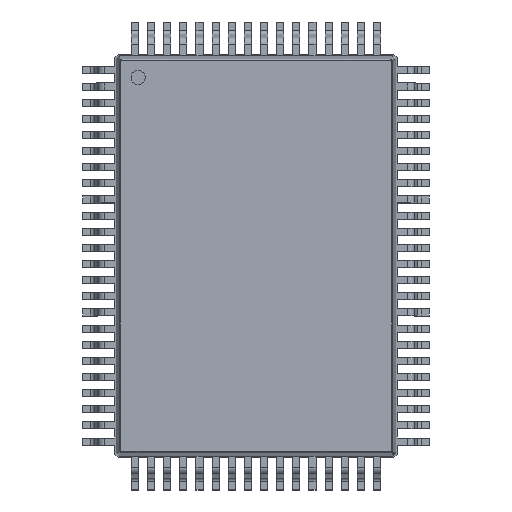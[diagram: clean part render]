
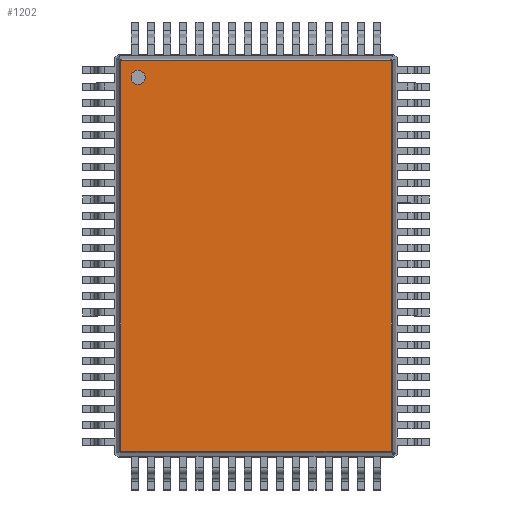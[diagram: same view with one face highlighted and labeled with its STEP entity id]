
A CAD part, top view. The second image highlights one B-rep face of the part: STEP entity #1202.
In plain terms, the highlighted planar face has unit normal (0, 0, 1).
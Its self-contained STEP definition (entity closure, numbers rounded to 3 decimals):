
#13=DIRECTION('',(0.,0.,1.));
#43=CARTESIAN_POINT('',(-6.698,9.746,2.8));
#209=VERTEX_POINT('',#210);
#210=CARTESIAN_POINT('',(-6.68,9.702,2.8));
#227=EDGE_CURVE('',#209,#228,#230,.T.);
#228=VERTEX_POINT('',#229);
#229=CARTESIAN_POINT('',(6.68,9.702,2.8));
#230=B_SPLINE_CURVE_WITH_KNOTS('',2,(#231,#232,#233,#234,#235),.UNSPECIFIED.,.F.,.F.,(3,1,1,3),(-0.699,-0.043,13.439,14.095),.UNSPECIFIED.);
#231=CARTESIAN_POINT('',(-7.397,9.702,2.8));
#232=CARTESIAN_POINT('',(-7.069,9.702,2.8));
#233=CARTESIAN_POINT('',(0.,9.702,2.8));
#234=CARTESIAN_POINT('',(7.069,9.702,2.8));
#235=CARTESIAN_POINT('',(7.397,9.702,2.8));
#882=DIRECTION('',(0.,-1.,0.));
#1133=EDGE_CURVE('',#228,#1134,#1136,.T.);
#1134=VERTEX_POINT('',#1135);
#1135=CARTESIAN_POINT('',(6.702,9.68,2.8));
#1136=B_SPLINE_CURVE_WITH_KNOTS('',2,(#1137,#1138,#1139,#1140,#1141),.UNSPECIFIED.,.F.,.F.,(3,1,1,3),(-0.346,-0.043,0.111,0.414),.UNSPECIFIED.);
#1137=CARTESIAN_POINT('',(6.423,9.96,2.8));
#1138=CARTESIAN_POINT('',(6.53,9.853,2.8));
#1139=CARTESIAN_POINT('',(6.691,9.691,2.8));
#1140=CARTESIAN_POINT('',(6.853,9.53,2.8));
#1141=CARTESIAN_POINT('',(6.96,9.423,2.8));
#1170=VERTEX_POINT('',#1171);
#1171=CARTESIAN_POINT('',(-6.702,9.68,2.8));
#1188=EDGE_CURVE('',#1170,#209,#1189,.T.);
#1189=B_SPLINE_CURVE_WITH_KNOTS('',2,(#1190,#1191,#1192,#1193,#1194),.UNSPECIFIED.,.F.,.F.,(3,1,1,3),(-0.346,-0.043,0.111,0.414),.UNSPECIFIED.);
#1190=CARTESIAN_POINT('',(-6.96,9.423,2.8));
#1191=CARTESIAN_POINT('',(-6.853,9.53,2.8));
#1192=CARTESIAN_POINT('',(-6.691,9.691,2.8));
#1193=CARTESIAN_POINT('',(-6.53,9.853,2.8));
#1194=CARTESIAN_POINT('',(-6.423,9.96,2.8));
#1202=ADVANCED_FACE('',(#1203,#1256),#1266,.T.);
#1203=FACE_BOUND('',#1204,.T.);
#1204=EDGE_LOOP('',(#1205,#1206,#1207,#1217,#1227,#1237,#1247,#1255));
#1205=ORIENTED_EDGE('',*,*,#227,.F.);
#1206=ORIENTED_EDGE('',*,*,#1188,.F.);
#1207=ORIENTED_EDGE('',*,*,#1208,.F.);
#1208=EDGE_CURVE('',#1209,#1170,#1211,.T.);
#1209=VERTEX_POINT('',#1210);
#1210=CARTESIAN_POINT('',(-6.702,-9.68,2.8));
#1211=B_SPLINE_CURVE_WITH_KNOTS('',2,(#1212,#1213,#1214,#1215,#1216),.UNSPECIFIED.,.F.,.F.,(3,1,1,3),(-0.993,-0.043,19.439,20.389),.UNSPECIFIED.);
#1212=CARTESIAN_POINT('',(-6.702,-10.691,2.8));
#1213=CARTESIAN_POINT('',(-6.702,-10.216,2.8));
#1214=CARTESIAN_POINT('',(-6.702,0.,2.8));
#1215=CARTESIAN_POINT('',(-6.702,10.216,2.8));
#1216=CARTESIAN_POINT('',(-6.702,10.691,2.8));
#1217=ORIENTED_EDGE('',*,*,#1218,.F.);
#1218=EDGE_CURVE('',#1219,#1209,#1221,.T.);
#1219=VERTEX_POINT('',#1220);
#1220=CARTESIAN_POINT('',(-6.68,-9.702,2.8));
#1221=B_SPLINE_CURVE_WITH_KNOTS('',2,(#1222,#1223,#1224,#1225,#1226),.UNSPECIFIED.,.F.,.F.,(3,1,1,3),(-0.346,-0.043,0.111,0.414),.UNSPECIFIED.);
#1222=CARTESIAN_POINT('',(-6.423,-9.96,2.8));
#1223=CARTESIAN_POINT('',(-6.53,-9.853,2.8));
#1224=CARTESIAN_POINT('',(-6.691,-9.691,2.8));
#1225=CARTESIAN_POINT('',(-6.853,-9.53,2.8));
#1226=CARTESIAN_POINT('',(-6.96,-9.423,2.8));
#1227=ORIENTED_EDGE('',*,*,#1228,.F.);
#1228=EDGE_CURVE('',#1229,#1219,#1231,.T.);
#1229=VERTEX_POINT('',#1230);
#1230=CARTESIAN_POINT('',(6.68,-9.702,2.8));
#1231=B_SPLINE_CURVE_WITH_KNOTS('',2,(#1232,#1233,#1234,#1235,#1236),.UNSPECIFIED.,.F.,.F.,(3,1,1,3),(-0.699,-0.043,13.439,14.095),.UNSPECIFIED.);
#1232=CARTESIAN_POINT('',(7.397,-9.702,2.8));
#1233=CARTESIAN_POINT('',(7.069,-9.702,2.8));
#1234=CARTESIAN_POINT('',(0.,-9.702,2.8));
#1235=CARTESIAN_POINT('',(-7.069,-9.702,2.8));
#1236=CARTESIAN_POINT('',(-7.397,-9.702,2.8));
#1237=ORIENTED_EDGE('',*,*,#1238,.F.);
#1238=EDGE_CURVE('',#1239,#1229,#1241,.T.);
#1239=VERTEX_POINT('',#1240);
#1240=CARTESIAN_POINT('',(6.702,-9.68,2.8));
#1241=B_SPLINE_CURVE_WITH_KNOTS('',2,(#1242,#1243,#1244,#1245,#1246),.UNSPECIFIED.,.F.,.F.,(3,1,1,3),(-0.346,-0.043,0.111,0.414),.UNSPECIFIED.);
#1242=CARTESIAN_POINT('',(6.96,-9.423,2.8));
#1243=CARTESIAN_POINT('',(6.853,-9.53,2.8));
#1244=CARTESIAN_POINT('',(6.691,-9.691,2.8));
#1245=CARTESIAN_POINT('',(6.53,-9.853,2.8));
#1246=CARTESIAN_POINT('',(6.423,-9.96,2.8));
#1247=ORIENTED_EDGE('',*,*,#1248,.F.);
#1248=EDGE_CURVE('',#1134,#1239,#1249,.T.);
#1249=B_SPLINE_CURVE_WITH_KNOTS('',2,(#1250,#1251,#1252,#1253,#1254),.UNSPECIFIED.,.F.,.F.,(3,1,1,3),(-0.993,-0.043,19.439,20.389),.UNSPECIFIED.);
#1250=CARTESIAN_POINT('',(6.702,10.691,2.8));
#1251=CARTESIAN_POINT('',(6.702,10.216,2.8));
#1252=CARTESIAN_POINT('',(6.702,0.,2.8));
#1253=CARTESIAN_POINT('',(6.702,-10.216,2.8));
#1254=CARTESIAN_POINT('',(6.702,-10.691,2.8));
#1255=ORIENTED_EDGE('',*,*,#1133,.F.);
#1256=FACE_BOUND('',#1257,.T.);
#1257=EDGE_LOOP('',(#1258));
#1258=ORIENTED_EDGE('',*,*,#1259,.T.);
#1259=EDGE_CURVE('',#1260,#1260,#1262,.T.);
#1260=VERTEX_POINT('',#1261);
#1261=CARTESIAN_POINT('',(-5.846,8.496,2.8));
#1262=CIRCLE('',#1263,0.35);
#1263=AXIS2_PLACEMENT_3D('',#1264,#1265,#882);
#1264=CARTESIAN_POINT('',(-5.846,8.846,2.8));
#1265=DIRECTION('',(0.,-0.,-1.));
#1266=PLANE('',#1267);
#1267=AXIS2_PLACEMENT_3D('',#43,#13,#1268);
#1268=DIRECTION('',(0.566,-0.824,0.));
